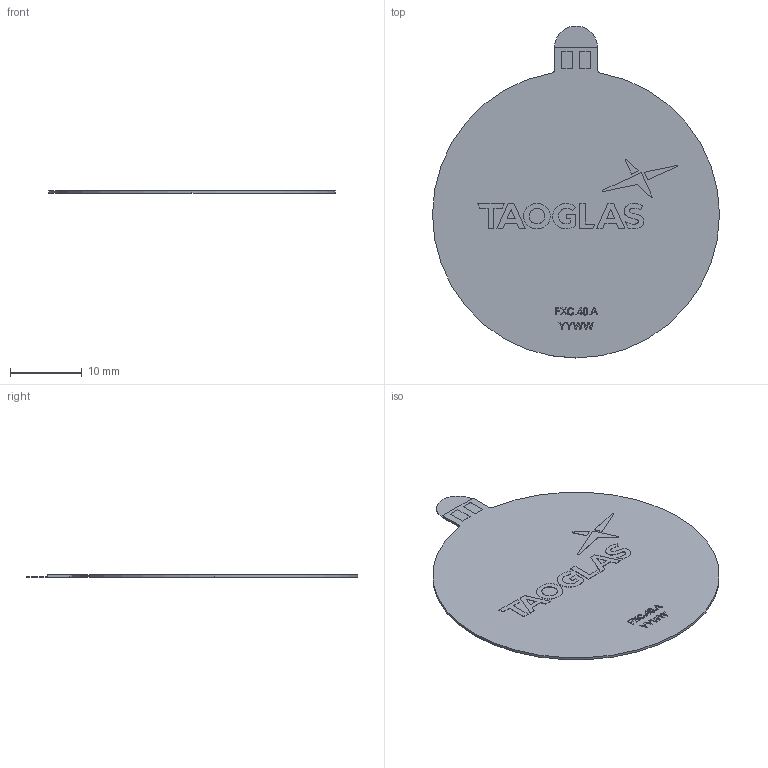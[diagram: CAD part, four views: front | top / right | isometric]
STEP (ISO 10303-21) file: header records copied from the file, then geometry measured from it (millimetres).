
FILE_DESCRIPTION (( 'STEP AP214' ), '1' );
FILE_NAME ('FXC.40.A.dg_Web.STEP', '2024-07-30T11:26:04', ( '' ), ( '' ), 'SwSTEP 2.0', 'SolidWorks 2022', '' );
FILE_SCHEMA (( 'AUTOMOTIVE_DESIGN' ));
Length unit declared in the file: millimetre
Products named in the file (1): FXC.40.A.dg_Web
Bounding box: 40 x 46.27 x 0.4 mm (x, y, z)
Volume: 450.6 mm3; surface area: 2638.6 mm2
Topology: 1 solids, 1 shells, 314 faces, 844 edges, 562 vertices
Faces by surface type: plane 199, bspline 109, cylinder 6
Entity records: 15338 total; most frequent: CARTESIAN_POINT 4710, ORIENTED_EDGE 1688, DIRECTION 1050, EDGE_CURVE 844, VECTOR 614, LINE 614, VERTEX_POINT 562, EDGE_LOOP 344
